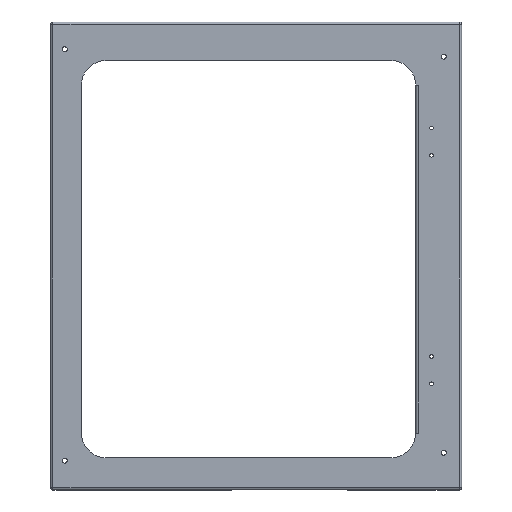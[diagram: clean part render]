
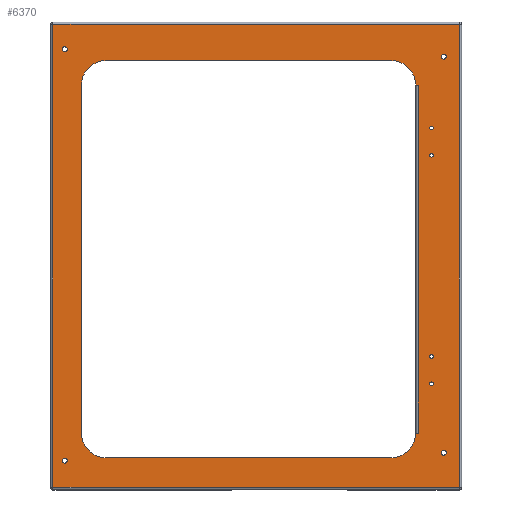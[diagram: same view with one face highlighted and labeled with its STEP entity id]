
A CAD part, top view. The second image highlights one B-rep face of the part: STEP entity #6370.
In plain terms, the highlighted planar face has unit normal (0, 0, 1).
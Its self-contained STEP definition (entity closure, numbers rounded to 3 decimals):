
#712=LINE('',#10495,#1298);
#722=LINE('',#10521,#1308);
#725=LINE('',#10527,#1311);
#729=LINE('',#10535,#1315);
#733=LINE('',#10542,#1319);
#750=LINE('',#10655,#1336);
#753=LINE('',#10662,#1339);
#756=LINE('',#10672,#1342);
#833=LINE('',#10920,#1419);
#834=LINE('',#10933,#1420);
#835=LINE('',#10936,#1421);
#837=LINE('',#10939,#1423);
#1298=VECTOR('',#7708,10.);
#1308=VECTOR('',#7730,10.);
#1311=VECTOR('',#7735,10.);
#1315=VECTOR('',#7741,10.);
#1319=VECTOR('',#7747,10.);
#1336=VECTOR('',#7874,10.);
#1339=VECTOR('',#7883,10.);
#1342=VECTOR('',#7896,10.);
#1419=VECTOR('',#8173,10.);
#1420=VECTOR('',#8192,10.);
#1421=VECTOR('',#8197,10.);
#1423=VECTOR('',#8201,10.);
#1608=PLANE('',#6792);
#1734=FACE_BOUND('',#2544,.T.);
#1735=FACE_BOUND('',#2545,.T.);
#1736=FACE_BOUND('',#2546,.T.);
#1737=FACE_BOUND('',#2547,.T.);
#1738=FACE_BOUND('',#2548,.T.);
#1739=FACE_BOUND('',#2549,.T.);
#1740=FACE_BOUND('',#2550,.T.);
#1741=FACE_BOUND('',#2551,.T.);
#1742=FACE_BOUND('',#2552,.T.);
#2080=FACE_OUTER_BOUND('',#2543,.T.);
#2543=EDGE_LOOP('',(#5920,#5921,#5922,#5923));
#2544=EDGE_LOOP('',(#5924));
#2545=EDGE_LOOP('',(#5925));
#2546=EDGE_LOOP('',(#5926));
#2547=EDGE_LOOP('',(#5927));
#2548=EDGE_LOOP('',(#5928));
#2549=EDGE_LOOP('',(#5929));
#2550=EDGE_LOOP('',(#5930));
#2551=EDGE_LOOP('',(#5931));
#2552=EDGE_LOOP('',(#5932,#5933,#5934,#5935,#5936,#5937,#5938,#5939,#5940,
#5941,#5942,#5943));
#2582=CIRCLE('',#6412,2.);
#2584=CIRCLE('',#6415,2.);
#2586=CIRCLE('',#6418,2.);
#2588=CIRCLE('',#6421,2.);
#2592=CIRCLE('',#6428,1.5);
#2594=CIRCLE('',#6431,1.5);
#2596=CIRCLE('',#6434,1.5);
#2598=CIRCLE('',#6437,1.5);
#2647=CIRCLE('',#6664,20.);
#2648=CIRCLE('',#6667,20.);
#2649=CIRCLE('',#6670,20.);
#2650=CIRCLE('',#6672,20.);
#2742=VERTEX_POINT('',#8304);
#2744=VERTEX_POINT('',#8309);
#2746=VERTEX_POINT('',#8314);
#2748=VERTEX_POINT('',#8319);
#2752=VERTEX_POINT('',#8330);
#2754=VERTEX_POINT('',#8335);
#2756=VERTEX_POINT('',#8340);
#2758=VERTEX_POINT('',#8345);
#3172=VERTEX_POINT('',#10492);
#3173=VERTEX_POINT('',#10494);
#3183=VERTEX_POINT('',#10520);
#3185=VERTEX_POINT('',#10526);
#3188=VERTEX_POINT('',#10533);
#3190=VERTEX_POINT('',#10540);
#3229=VERTEX_POINT('',#10648);
#3230=VERTEX_POINT('',#10649);
#3231=VERTEX_POINT('',#10654);
#3232=VERTEX_POINT('',#10658);
#3233=VERTEX_POINT('',#10664);
#3234=VERTEX_POINT('',#10668);
#3304=VERTEX_POINT('',#10911);
#3305=VERTEX_POINT('',#10916);
#3307=VERTEX_POINT('',#10924);
#3308=VERTEX_POINT('',#10928);
#3346=EDGE_CURVE('',#2742,#2742,#2582,.T.);
#3348=EDGE_CURVE('',#2744,#2744,#2584,.T.);
#3350=EDGE_CURVE('',#2746,#2746,#2586,.T.);
#3352=EDGE_CURVE('',#2748,#2748,#2588,.T.);
#3356=EDGE_CURVE('',#2752,#2752,#2592,.T.);
#3358=EDGE_CURVE('',#2754,#2754,#2594,.T.);
#3360=EDGE_CURVE('',#2756,#2756,#2596,.T.);
#3362=EDGE_CURVE('',#2758,#2758,#2598,.T.);
#3971=EDGE_CURVE('',#3172,#3173,#712,.T.);
#3984=EDGE_CURVE('',#3183,#3173,#722,.T.);
#3987=EDGE_CURVE('',#3185,#3183,#725,.T.);
#3991=EDGE_CURVE('',#3172,#3188,#729,.T.);
#3995=EDGE_CURVE('',#3188,#3190,#733,.T.);
#4040=EDGE_CURVE('',#3229,#3230,#2647,.T.);
#4043=EDGE_CURVE('',#3231,#3230,#750,.T.);
#4045=EDGE_CURVE('',#3185,#3232,#2648,.T.);
#4047=EDGE_CURVE('',#3229,#3232,#753,.T.);
#4049=EDGE_CURVE('',#3233,#3190,#2649,.T.);
#4050=EDGE_CURVE('',#3231,#3234,#2650,.T.);
#4052=EDGE_CURVE('',#3233,#3234,#756,.T.);
#4177=EDGE_CURVE('',#3304,#3305,#833,.T.);
#4184=EDGE_CURVE('',#3308,#3307,#834,.T.);
#4185=EDGE_CURVE('',#3305,#3308,#835,.T.);
#4187=EDGE_CURVE('',#3307,#3304,#837,.T.);
#5920=ORIENTED_EDGE('',*,*,#4184,.F.);
#5921=ORIENTED_EDGE('',*,*,#4185,.F.);
#5922=ORIENTED_EDGE('',*,*,#4177,.F.);
#5923=ORIENTED_EDGE('',*,*,#4187,.F.);
#5924=ORIENTED_EDGE('',*,*,#3346,.T.);
#5925=ORIENTED_EDGE('',*,*,#3348,.T.);
#5926=ORIENTED_EDGE('',*,*,#3350,.T.);
#5927=ORIENTED_EDGE('',*,*,#3352,.T.);
#5928=ORIENTED_EDGE('',*,*,#3356,.T.);
#5929=ORIENTED_EDGE('',*,*,#3358,.T.);
#5930=ORIENTED_EDGE('',*,*,#3360,.T.);
#5931=ORIENTED_EDGE('',*,*,#3362,.T.);
#5932=ORIENTED_EDGE('',*,*,#3971,.F.);
#5933=ORIENTED_EDGE('',*,*,#3991,.T.);
#5934=ORIENTED_EDGE('',*,*,#3995,.T.);
#5935=ORIENTED_EDGE('',*,*,#4049,.F.);
#5936=ORIENTED_EDGE('',*,*,#4052,.T.);
#5937=ORIENTED_EDGE('',*,*,#4050,.F.);
#5938=ORIENTED_EDGE('',*,*,#4043,.T.);
#5939=ORIENTED_EDGE('',*,*,#4040,.F.);
#5940=ORIENTED_EDGE('',*,*,#4047,.T.);
#5941=ORIENTED_EDGE('',*,*,#4045,.F.);
#5942=ORIENTED_EDGE('',*,*,#3987,.T.);
#5943=ORIENTED_EDGE('',*,*,#3984,.T.);
#6370=ADVANCED_FACE('',(#2080,#1734,#1735,#1736,#1737,#1738,#1739,#1740,
#1741,#1742),#1608,.T.);
#6412=AXIS2_PLACEMENT_3D('',#8305,#6879,#6880);
#6415=AXIS2_PLACEMENT_3D('',#8310,#6885,#6886);
#6418=AXIS2_PLACEMENT_3D('',#8315,#6891,#6892);
#6421=AXIS2_PLACEMENT_3D('',#8320,#6897,#6898);
#6428=AXIS2_PLACEMENT_3D('',#8331,#6911,#6912);
#6431=AXIS2_PLACEMENT_3D('',#8336,#6917,#6918);
#6434=AXIS2_PLACEMENT_3D('',#8341,#6923,#6924);
#6437=AXIS2_PLACEMENT_3D('',#8346,#6929,#6930);
#6664=AXIS2_PLACEMENT_3D('',#10650,#7868,#7869);
#6667=AXIS2_PLACEMENT_3D('',#10659,#7878,#7879);
#6670=AXIS2_PLACEMENT_3D('',#10666,#7887,#7888);
#6672=AXIS2_PLACEMENT_3D('',#10669,#7891,#7892);
#6792=AXIS2_PLACEMENT_3D('',#10951,#8217,#8218);
#6879=DIRECTION('center_axis',(0.,0.,-1.));
#6880=DIRECTION('ref_axis',(-1.,0.,0.));
#6885=DIRECTION('center_axis',(0.,0.,-1.));
#6886=DIRECTION('ref_axis',(-1.,0.,0.));
#6891=DIRECTION('center_axis',(0.,0.,-1.));
#6892=DIRECTION('ref_axis',(-1.,0.,0.));
#6897=DIRECTION('center_axis',(0.,0.,-1.));
#6898=DIRECTION('ref_axis',(-1.,0.,0.));
#6911=DIRECTION('center_axis',(0.,0.,-1.));
#6912=DIRECTION('ref_axis',(-1.,0.,0.));
#6917=DIRECTION('center_axis',(0.,0.,-1.));
#6918=DIRECTION('ref_axis',(-1.,0.,0.));
#6923=DIRECTION('center_axis',(0.,0.,-1.));
#6924=DIRECTION('ref_axis',(-1.,0.,0.));
#6929=DIRECTION('center_axis',(0.,0.,-1.));
#6930=DIRECTION('ref_axis',(-1.,0.,0.));
#7708=DIRECTION('',(0.,1.,0.));
#7730=DIRECTION('',(0.,-1.,0.));
#7735=DIRECTION('',(1.,0.,0.));
#7741=DIRECTION('',(0.,-1.,0.));
#7747=DIRECTION('',(-1.,0.,0.));
#7868=DIRECTION('center_axis',(0.,0.,1.));
#7869=DIRECTION('ref_axis',(-0.707,0.707,0.));
#7874=DIRECTION('',(0.,1.,0.));
#7878=DIRECTION('center_axis',(0.,0.,1.));
#7879=DIRECTION('ref_axis',(0.707,0.707,0.));
#7883=DIRECTION('',(1.,0.,0.));
#7887=DIRECTION('center_axis',(0.,0.,1.));
#7888=DIRECTION('ref_axis',(0.707,-0.707,0.));
#7891=DIRECTION('center_axis',(0.,0.,1.));
#7892=DIRECTION('ref_axis',(-0.707,-0.707,0.));
#7896=DIRECTION('',(-1.,0.,0.));
#8173=DIRECTION('',(-1.,0.,0.));
#8192=DIRECTION('',(1.,0.,0.));
#8197=DIRECTION('',(0.,1.,0.));
#8201=DIRECTION('',(0.,-1.,0.));
#8217=DIRECTION('center_axis',(0.,0.,1.));
#8218=DIRECTION('ref_axis',(1.,0.,0.));
#8304=CARTESIAN_POINT('',(320.2,-28.,0.));
#8305=CARTESIAN_POINT('Origin',(318.2,-28.,0.));
#8309=CARTESIAN_POINT('',(13.5,-22.,0.));
#8310=CARTESIAN_POINT('Origin',(11.5,-22.,0.));
#8314=CARTESIAN_POINT('',(13.5,-355.,0.));
#8315=CARTESIAN_POINT('Origin',(11.5,-355.,0.));
#8319=CARTESIAN_POINT('',(320.2,-348.7,0.));
#8320=CARTESIAN_POINT('Origin',(318.2,-348.7,0.));
#8330=CARTESIAN_POINT('',(309.85,-270.85,0.));
#8331=CARTESIAN_POINT('Origin',(308.35,-270.85,0.));
#8335=CARTESIAN_POINT('',(309.85,-107.85,0.));
#8336=CARTESIAN_POINT('Origin',(308.35,-107.85,0.));
#8340=CARTESIAN_POINT('',(309.85,-85.85,0.));
#8341=CARTESIAN_POINT('Origin',(308.35,-85.85,0.));
#8345=CARTESIAN_POINT('',(309.85,-292.85,0.));
#8346=CARTESIAN_POINT('Origin',(308.35,-292.85,0.));
#10492=CARTESIAN_POINT('',(297.5,-332.7,0.));
#10494=CARTESIAN_POINT('',(297.5,-51.2,0.));
#10495=CARTESIAN_POINT('',(297.5,-110.275,0.));
#10520=CARTESIAN_POINT('',(297.5,-51.,0.));
#10521=CARTESIAN_POINT('',(297.5,-120.175,0.));
#10526=CARTESIAN_POINT('',(295.499,-51.,0.));
#10527=CARTESIAN_POINT('',(230.853,-51.,0.));
#10533=CARTESIAN_POINT('',(297.5,-332.9,0.));
#10535=CARTESIAN_POINT('',(297.5,-261.025,0.));
#10540=CARTESIAN_POINT('',(295.499,-332.9,0.));
#10542=CARTESIAN_POINT('',(231.925,-332.9,0.));
#10648=CARTESIAN_POINT('',(45.,-31.2,0.));
#10649=CARTESIAN_POINT('',(25.,-51.2,0.));
#10650=CARTESIAN_POINT('Origin',(45.,-51.2,0.));
#10654=CARTESIAN_POINT('',(25.,-332.7,0.));
#10655=CARTESIAN_POINT('',(25.,-271.025,0.));
#10658=CARTESIAN_POINT('',(275.5,-31.2,0.));
#10659=CARTESIAN_POINT('Origin',(275.5,-51.2,0.));
#10662=CARTESIAN_POINT('',(95.675,-31.2,0.));
#10664=CARTESIAN_POINT('',(275.5,-352.7,0.));
#10666=CARTESIAN_POINT('Origin',(275.5,-332.7,0.));
#10668=CARTESIAN_POINT('',(45.,-352.7,0.));
#10669=CARTESIAN_POINT('Origin',(45.,-332.7,0.));
#10672=CARTESIAN_POINT('',(230.925,-352.7,0.));
#10911=CARTESIAN_POINT('',(330.7,-376.7,0.));
#10916=CARTESIAN_POINT('',(2.,-376.7,0.));
#10920=CARTESIAN_POINT('',(249.525,-376.7,0.));
#10924=CARTESIAN_POINT('',(330.7,-2.,0.));
#10928=CARTESIAN_POINT('',(2.,-2.,0.));
#10933=CARTESIAN_POINT('',(83.175,-2.,0.));
#10936=CARTESIAN_POINT('',(2.,-284.025,0.));
#10939=CARTESIAN_POINT('',(330.7,-94.675,0.));
#10951=CARTESIAN_POINT('Origin',(166.35,-189.35,0.));
